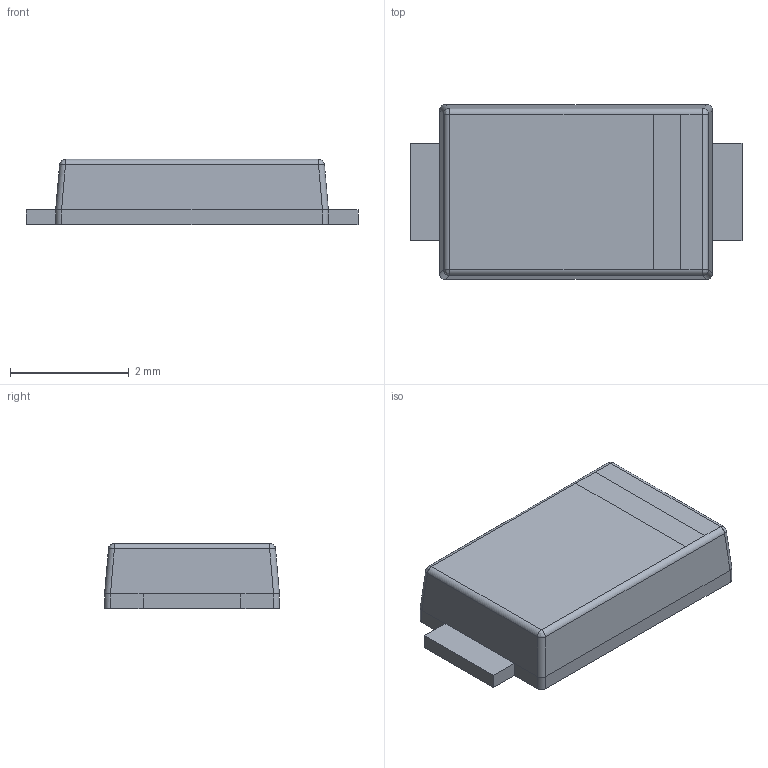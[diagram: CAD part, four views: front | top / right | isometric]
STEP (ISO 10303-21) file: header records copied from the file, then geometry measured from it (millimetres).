
FILE_DESCRIPTION(('FreeCAD Model'),'2;1');
FILE_NAME('COMPOUND.step','2020-04-11T12:00:02', ('kicad StepUp'),('ksu MCAD'),'Open CASCADE STEP processor 7.3', 'FreeCAD','Unknown');
FILE_SCHEMA(('AUTOMOTIVE_DESIGN { 1 0 10303 214 1 1 1 1 }'));
Length unit declared in the file: millimetre
Products named in the file (1): COMPOUND
Bounding box: 5.6 x 2.95 x 1.1 mm (x, y, z)
Volume: 14.8 mm3; surface area: 55.8 mm2
Topology: 3 solids, 3 shells, 50 faces, 328 edges, 936 vertices
Faces by surface type: plane 34, cylinder 12, bspline 4
Entity records: 3941 total; most frequent: CARTESIAN_POINT 1427, DIRECTION 454, LINE 264, VECTOR 264, GEOMETRIC_CURVE_SET 217, ORIENTED_EDGE 216, TRIMMED_CURVE 216, EDGE_CURVE 108
